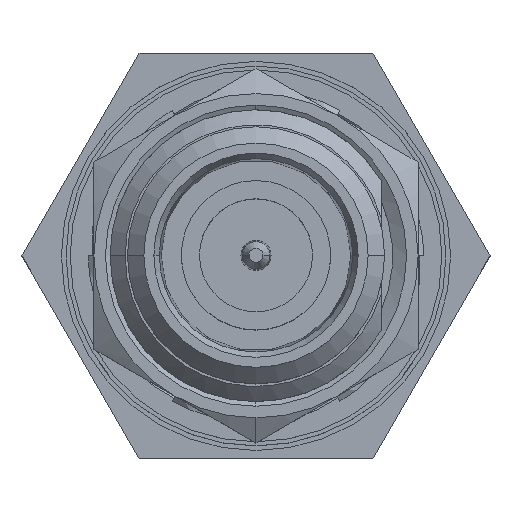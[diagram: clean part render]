
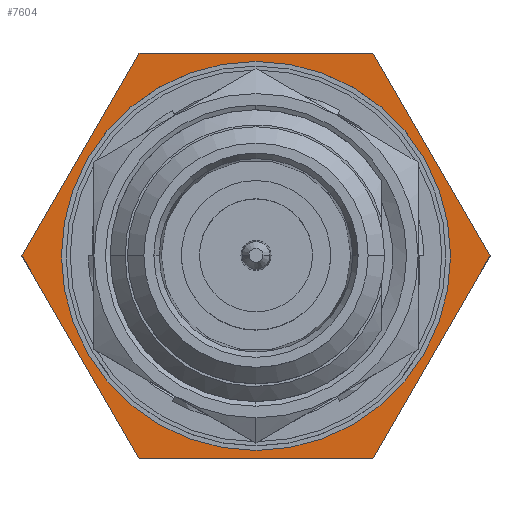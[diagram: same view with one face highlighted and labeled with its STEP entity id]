
A CAD part, top view. The second image highlights one B-rep face of the part: STEP entity #7604.
In plain terms, the highlighted planar face has unit normal (0, 0, 1).
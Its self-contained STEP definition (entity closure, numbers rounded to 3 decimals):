
#75 = VECTOR ( 'NONE', #5326, 1000. ) ;
#121 = VECTOR ( 'NONE', #1624, 1000. ) ;
#194 = CARTESIAN_POINT ( 'NONE',  ( 5.052, -8.75, -18. ) ) ;
#282 = LINE ( 'NONE', #2734, #6624 ) ;
#354 = DIRECTION ( 'NONE',  ( 0., 0., 1. ) ) ;
#414 = ORIENTED_EDGE ( 'NONE', *, *, #3375, .F. ) ;
#447 = DIRECTION ( 'NONE',  ( 0.5, 0.866, 0. ) ) ;
#547 = CARTESIAN_POINT ( 'NONE',  ( 0., 8.75, -18. ) ) ;
#789 = DIRECTION ( 'NONE',  ( -0.5, 0.866, 0. ) ) ;
#1043 = VERTEX_POINT ( 'NONE', #3034 ) ;
#1426 = EDGE_CURVE ( 'NONE', #1043, #6530, #2358, .T. ) ;
#1480 = VERTEX_POINT ( 'NONE', #6762 ) ;
#1523 = DIRECTION ( 'NONE',  ( 1., 0., 0. ) ) ;
#1624 = DIRECTION ( 'NONE',  ( -1., 0., 0. ) ) ;
#1651 = EDGE_LOOP ( 'NONE', ( #6270, #7497 ) ) ;
#1736 = CARTESIAN_POINT ( 'NONE',  ( -8.4, 0., -18. ) ) ;
#1806 = ORIENTED_EDGE ( 'NONE', *, *, #4899, .F. ) ;
#1941 = VERTEX_POINT ( 'NONE', #5973 ) ;
#2071 = ORIENTED_EDGE ( 'NONE', *, *, #6126, .F. ) ;
#2138 = DIRECTION ( 'NONE',  ( 0.5, -0.866, 0. ) ) ;
#2149 = VERTEX_POINT ( 'NONE', #3218 ) ;
#2212 = CARTESIAN_POINT ( 'NONE',  ( -5.052, -8.75, -18. ) ) ;
#2223 = EDGE_CURVE ( 'NONE', #7650, #1043, #282, .T. ) ;
#2358 = LINE ( 'NONE', #3423, #5955 ) ;
#2456 = ORIENTED_EDGE ( 'NONE', *, *, #1426, .F. ) ;
#2597 = VECTOR ( 'NONE', #447, 1000. ) ;
#2734 = CARTESIAN_POINT ( 'NONE',  ( 3.94, 10.675, -18. ) ) ;
#2758 = VECTOR ( 'NONE', #789, 1000. ) ;
#2854 = LINE ( 'NONE', #547, #75 ) ;
#2855 = DIRECTION ( 'NONE',  ( 1., 0., 0. ) ) ;
#2890 = DIRECTION ( 'NONE',  ( 0., 0., 1. ) ) ;
#2930 = DIRECTION ( 'NONE',  ( -0.5, -0.866, 0. ) ) ;
#3012 = ORIENTED_EDGE ( 'NONE', *, *, #7700, .F. ) ;
#3034 = CARTESIAN_POINT ( 'NONE',  ( 10.104, 0., -18. ) ) ;
#3186 = EDGE_LOOP ( 'NONE', ( #7416, #3012, #1806, #2071, #414, #2456 ) ) ;
#3218 = CARTESIAN_POINT ( 'NONE',  ( -5.052, 8.75, -18. ) ) ;
#3278 = CARTESIAN_POINT ( 'NONE',  ( 5.052, 8.75, -18. ) ) ;
#3375 = EDGE_CURVE ( 'NONE', #6530, #4093, #6450, .T. ) ;
#3423 = CARTESIAN_POINT ( 'NONE',  ( 11.215, 1.925, -18. ) ) ;
#3756 = CIRCLE ( 'NONE', #4775, 8.4 ) ;
#3877 = AXIS2_PLACEMENT_3D ( 'NONE', #7859, #354, #2855 ) ;
#3917 = CARTESIAN_POINT ( 'NONE',  ( 0., -8.75, -18. ) ) ;
#4047 = EDGE_CURVE ( 'NONE', #1480, #4054, #6956, .T. ) ;
#4054 = VERTEX_POINT ( 'NONE', #1736 ) ;
#4093 = VERTEX_POINT ( 'NONE', #2212 ) ;
#4281 = EDGE_CURVE ( 'NONE', #4054, #1480, #3756, .T. ) ;
#4379 = LINE ( 'NONE', #6850, #2597 ) ;
#4775 = AXIS2_PLACEMENT_3D ( 'NONE', #7048, #2890, #1523 ) ;
#4899 = EDGE_CURVE ( 'NONE', #1941, #2149, #4379, .T. ) ;
#5164 = LINE ( 'NONE', #5250, #2758 ) ;
#5204 = CARTESIAN_POINT ( 'NONE',  ( 0., 8.4, -18. ) ) ;
#5250 = CARTESIAN_POINT ( 'NONE',  ( -11.215, 1.925, -18. ) ) ;
#5282 = DIRECTION ( 'NONE',  ( -1., 0., 0. ) ) ;
#5326 = DIRECTION ( 'NONE',  ( 1., 0., 0. ) ) ;
#5955 = VECTOR ( 'NONE', #2930, 1000. ) ;
#5973 = CARTESIAN_POINT ( 'NONE',  ( -10.104, 0., -18. ) ) ;
#6064 = FACE_BOUND ( 'NONE', #1651, .T. ) ;
#6126 = EDGE_CURVE ( 'NONE', #4093, #1941, #5164, .T. ) ;
#6270 = ORIENTED_EDGE ( 'NONE', *, *, #4047, .F. ) ;
#6333 = PLANE ( 'NONE',  #7817 ) ;
#6450 = LINE ( 'NONE', #3917, #121 ) ;
#6530 = VERTEX_POINT ( 'NONE', #194 ) ;
#6556 = FACE_OUTER_BOUND ( 'NONE', #3186, .T. ) ;
#6624 = VECTOR ( 'NONE', #2138, 1000. ) ;
#6762 = CARTESIAN_POINT ( 'NONE',  ( 8.4, 0., -18. ) ) ;
#6850 = CARTESIAN_POINT ( 'NONE',  ( -3.94, 10.675, -18. ) ) ;
#6956 = CIRCLE ( 'NONE', #3877, 8.4 ) ;
#7048 = CARTESIAN_POINT ( 'NONE',  ( 0., 0., -18. ) ) ;
#7416 = ORIENTED_EDGE ( 'NONE', *, *, #2223, .F. ) ;
#7497 = ORIENTED_EDGE ( 'NONE', *, *, #4281, .F. ) ;
#7604 = ADVANCED_FACE ( 'NONE', ( #6064, #6556 ), #6333, .F. ) ;
#7650 = VERTEX_POINT ( 'NONE', #3278 ) ;
#7700 = EDGE_CURVE ( 'NONE', #2149, #7650, #2854, .T. ) ;
#7701 = DIRECTION ( 'NONE',  ( 0., 0., -1. ) ) ;
#7817 = AXIS2_PLACEMENT_3D ( 'NONE', #5204, #7701, #5282 ) ;
#7859 = CARTESIAN_POINT ( 'NONE',  ( 0., 0., -18. ) ) ;
